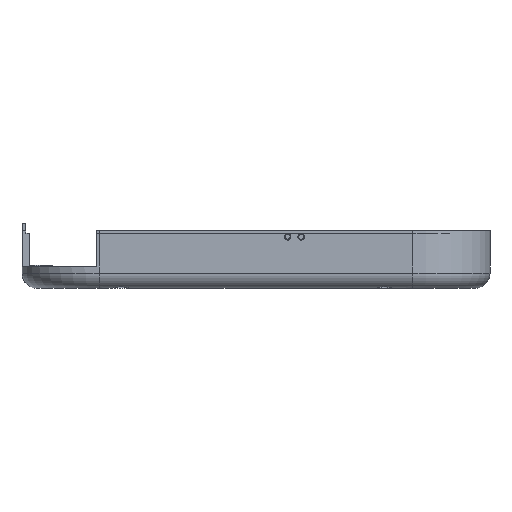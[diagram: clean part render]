
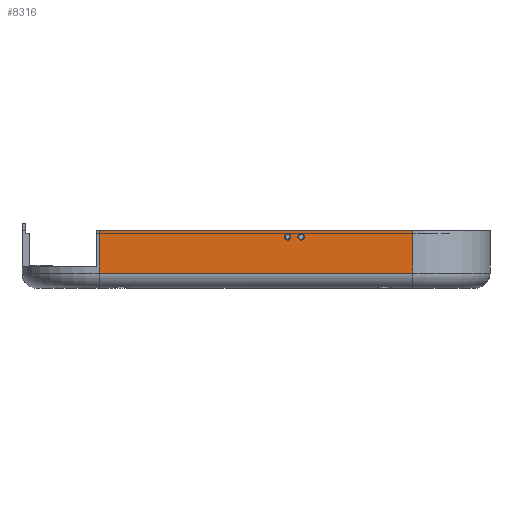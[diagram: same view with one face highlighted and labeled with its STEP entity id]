
A CAD part, left-side view. The second image highlights one B-rep face of the part: STEP entity #8316.
In plain terms, the highlighted planar face has unit normal (-1, 0, 0).
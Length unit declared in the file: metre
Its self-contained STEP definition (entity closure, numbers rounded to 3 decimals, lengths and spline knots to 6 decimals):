
#555=CIRCLE('',#9060,0.00065);
#556=CIRCLE('',#9061,0.00065);
#1536=ORIENTED_EDGE('',*,*,#3902,.T.);
#1537=ORIENTED_EDGE('',*,*,#3903,.T.);
#1538=ORIENTED_EDGE('',*,*,#3899,.T.);
#1539=ORIENTED_EDGE('',*,*,#3904,.T.);
#1540=ORIENTED_EDGE('',*,*,#3905,.F.);
#1541=ORIENTED_EDGE('',*,*,#3320,.F.);
#3320=EDGE_CURVE('',#4568,#4569,#5351,.T.);
#3899=EDGE_CURVE('',#4568,#5053,#5719,.T.);
#3902=EDGE_CURVE('',#5055,#5055,#555,.T.);
#3903=EDGE_CURVE('',#5056,#5056,#556,.T.);
#3904=EDGE_CURVE('',#5053,#5057,#5722,.T.);
#3905=EDGE_CURVE('',#4569,#5057,#5723,.T.);
#4568=VERTEX_POINT('',#12343);
#4569=VERTEX_POINT('',#12345);
#5053=VERTEX_POINT('',#13478);
#5055=VERTEX_POINT('',#13486);
#5056=VERTEX_POINT('',#13488);
#5057=VERTEX_POINT('',#13490);
#5351=LINE('',#12344,#6141);
#5719=LINE('',#13479,#6509);
#5722=LINE('',#13489,#6512);
#5723=LINE('',#13491,#6513);
#6141=VECTOR('',#9755,1.);
#6509=VECTOR('',#10687,1.);
#6512=VECTOR('',#10698,1.);
#6513=VECTOR('',#10699,1.);
#7003=EDGE_LOOP('',(#1536));
#7004=EDGE_LOOP('',(#1537));
#7005=EDGE_LOOP('',(#1538,#1539,#1540,#1541));
#7560=FACE_BOUND('',#7003,.T.);
#7561=FACE_BOUND('',#7004,.T.);
#7562=FACE_BOUND('',#7005,.T.);
#8054=PLANE('',#9059);
#8316=ADVANCED_FACE('',(#7560,#7561,#7562),#8054,.F.);
#9059=AXIS2_PLACEMENT_3D('',#13484,#10692,#10693);
#9060=AXIS2_PLACEMENT_3D('',#13485,#10694,#10695);
#9061=AXIS2_PLACEMENT_3D('',#13487,#10696,#10697);
#9755=DIRECTION('',(0.,-1.,0.));
#10687=DIRECTION('',(0.,0.,-1.));
#10692=DIRECTION('',(1.,0.,0.));
#10693=DIRECTION('',(0.,0.,-1.));
#10694=DIRECTION('',(1.,0.,0.));
#10695=DIRECTION('',(0.,0.,-1.));
#10696=DIRECTION('',(1.,0.,0.));
#10697=DIRECTION('',(0.,0.,-1.));
#10698=DIRECTION('',(0.,-1.,0.));
#10699=DIRECTION('',(0.,0.,-1.));
#12343=CARTESIAN_POINT('',(0.567169,0.084662,0.0112));
#12344=CARTESIAN_POINT('',(0.567169,0.054187,0.0112));
#12345=CARTESIAN_POINT('',(0.567169,0.023712,0.0112));
#13478=CARTESIAN_POINT('',(0.567169,0.084662,0.003));
#13479=CARTESIAN_POINT('',(0.567169,0.084662,0.0015));
#13484=CARTESIAN_POINT('',(0.567169,0.054187,0.0015));
#13485=CARTESIAN_POINT('',(0.567169,0.048046,0.010052));
#13486=CARTESIAN_POINT('',(0.567169,0.048046,0.009402));
#13487=CARTESIAN_POINT('',(0.567169,0.045396,0.010052));
#13488=CARTESIAN_POINT('',(0.567169,0.045396,0.009402));
#13489=CARTESIAN_POINT('',(0.567169,0.054187,0.003));
#13490=CARTESIAN_POINT('',(0.567169,0.023712,0.003));
#13491=CARTESIAN_POINT('',(0.567169,0.023712,0.0015));
